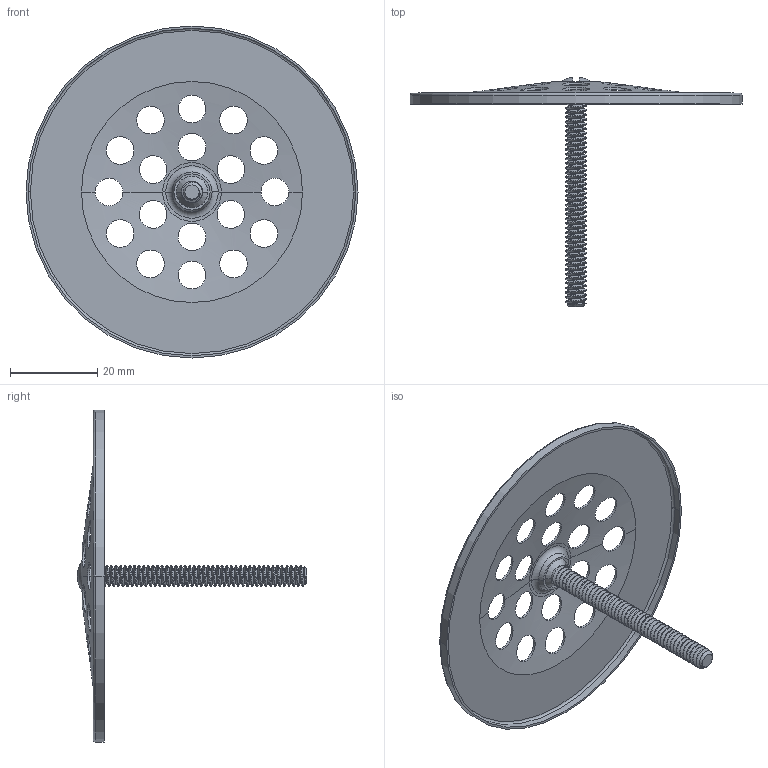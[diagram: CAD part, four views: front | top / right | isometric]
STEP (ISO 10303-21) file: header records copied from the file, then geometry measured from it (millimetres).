
FILE_DESCRIPTION((''),'2;1');
FILE_NAME('260_ASM','2021-10-25T10:19:31',('rsmith'),(''),'CREO PARAMETRIC BY PTC INC, 2018400','CREO PARAMETRIC BY PTC INC, 2018400','');
FILE_SCHEMA(('AUTOMOTIVE_DESIGN { 1 0 10303 214 1 1 1 1 }'));
Length unit declared in the file: inch
Products named in the file (3): 50261; 92064; 260_ASM
Assembly tree (2 placements, depth 2):
  260_ASM
    50261
    92064
Bounding box: 76.2 x 52.69 x 76.2 mm (x, y, z)
Volume: 3097.1 mm3; surface area: 10429.2 mm2
Topology: 2 solids, 2 shells, 203 faces, 560 edges, 360 vertices
Faces by surface type: cylinder 130, bspline 41, cone 12, plane 10, torus 8, sphere 2
Entity records: 18928 total; most frequent: CARTESIAN_POINT 12390, ORIENTED_EDGE 1120, DIRECTION 645, PRESENTATION_STYLE_ASSIGNMENT 562, STYLED_ITEM 562, CURVE_STYLE 560, EDGE_CURVE 560, VERTEX_POINT 360
